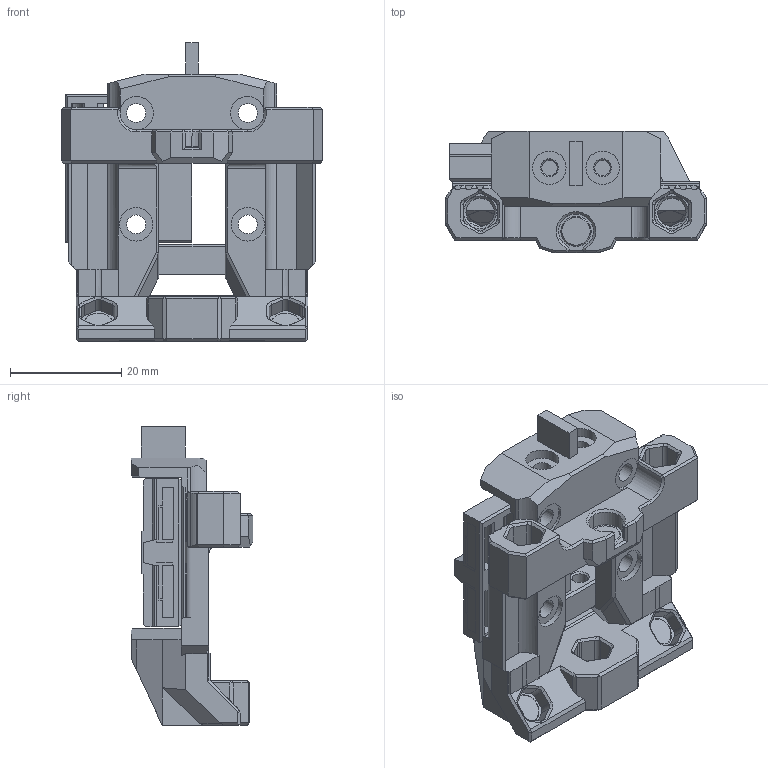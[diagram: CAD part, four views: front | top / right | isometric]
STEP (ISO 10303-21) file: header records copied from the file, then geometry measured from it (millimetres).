
FILE_DESCRIPTION(/* description */ (''),/* implementation_level */ '2;1');
FILE_NAME(/* name */ 'Monolith Shuttle and keeper.step',/* time_stamp */ '2024-03-12T11:49:15Z',/* author */ (''),/* organization */ (''),/* preprocessor_version */ 'ST-DEVELOPER v20',/* originating_system */ 'Autodesk Translation Framework v12.20.1.177',/* authorisation */ '');
FILE_SCHEMA (('AUTOMOTIVE_DESIGN { 1 0 10303 214 3 1 1 }'));
Length unit declared in the file: millimetre
Products named in the file (3): Monolith Gantry v501; Shuttle_Keeper; Shuttle
Assembly tree (2 placements, depth 2):
  Monolith Gantry v501
    Shuttle_Keeper
    Shuttle
Bounding box: 46.97 x 21.9 x 53.62 mm (x, y, z)
Volume: 16990.9 mm3; surface area: 11293.8 mm2
Topology: 2 solids, 16 shells, 690 faces, 1828 edges, 1181 vertices
Faces by surface type: plane 515, cylinder 133, cone 32, bspline 10
Full cylindrical faces by diameter (mm): 2.8 x2, 3.2 x3, 3.4 x6, 5.1 x2, 6 x6
Entity records: 21364 total; most frequent: CARTESIAN_POINT 3854, ORIENTED_EDGE 3648, DIRECTION 3573, EDGE_CURVE 1824, LINE 1413, VECTOR 1413, VERTEX_POINT 1179, AXIS2_PLACEMENT_3D 1080
